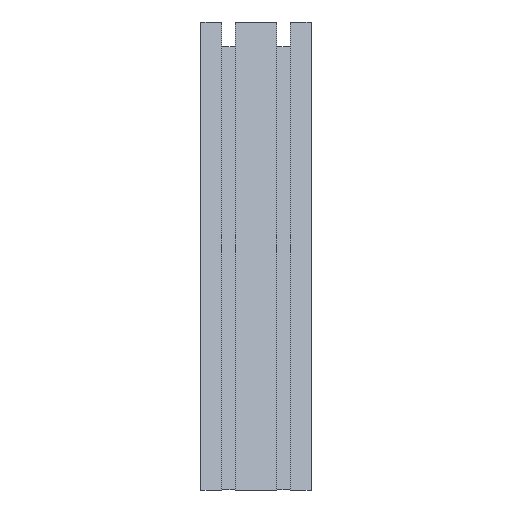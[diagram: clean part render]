
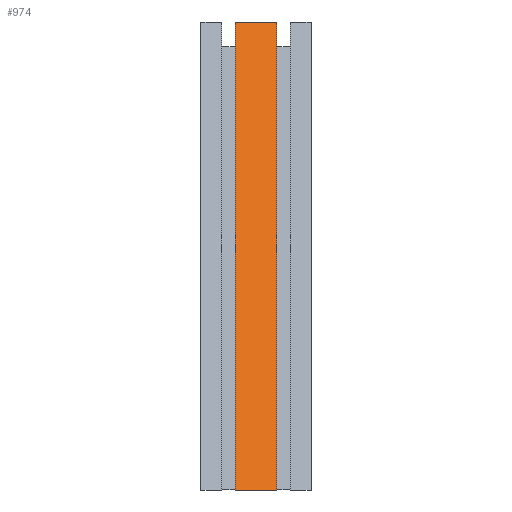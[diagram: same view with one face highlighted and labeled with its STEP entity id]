
A CAD part, front view. The second image highlights one B-rep face of the part: STEP entity #974.
In plain terms, the highlighted planar face has unit normal (0, -0.707, 0.707).
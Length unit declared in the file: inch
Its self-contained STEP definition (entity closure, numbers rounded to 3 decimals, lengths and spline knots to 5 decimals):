
#206=CARTESIAN_POINT('',(-0.375,0.,8.48521));
#207=VERTEX_POINT('',#206);
#214=CARTESIAN_POINT('',(0.375,0.,8.48521));
#215=VERTEX_POINT('',#214);
#216=CARTESIAN_POINT('',(-0.375,0.,8.48521));
#217=DIRECTION('',(1.0,0.0,0.0));
#218=VECTOR('',#217,0.75);
#219=LINE('',#216,#218);
#220=EDGE_CURVE('',#207,#215,#219,.T.);
#539=CARTESIAN_POINT('',(0.375,-8.48528,-0.00007));
#540=VERTEX_POINT('',#539);
#541=CARTESIAN_POINT('',(0.375,0.,8.48521));
#542=DIRECTION('',(0.0,-0.707,-0.707));
#543=VECTOR('',#542,12.0);
#544=LINE('',#541,#543);
#545=EDGE_CURVE('',#215,#540,#544,.T.);
#571=CARTESIAN_POINT('',(-0.375,-8.48528,-0.00007));
#572=VERTEX_POINT('',#571);
#579=CARTESIAN_POINT('',(-0.375,0.,8.48521));
#580=DIRECTION('',(0.0,-0.707,-0.707));
#581=VECTOR('',#580,12.0);
#582=LINE('',#579,#581);
#583=EDGE_CURVE('',#207,#572,#582,.T.);
#649=CARTESIAN_POINT('',(-0.375,-8.48528,-0.00007));
#650=DIRECTION('',(1.0,0.0,0.0));
#651=VECTOR('',#650,0.75);
#652=LINE('',#649,#651);
#653=EDGE_CURVE('',#572,#540,#652,.T.);
#963=CARTESIAN_POINT('',(0.,0.,8.48521));
#964=DIRECTION('',(0.,-0.707,0.707));
#965=DIRECTION('',(0.0,-0.707,-0.707));
#966=AXIS2_PLACEMENT_3D('',#963,#964,#965);
#967=PLANE('',#966);
#968=ORIENTED_EDGE('',*,*,#653,.T.);
#969=ORIENTED_EDGE('',*,*,#545,.F.);
#970=ORIENTED_EDGE('',*,*,#220,.F.);
#971=ORIENTED_EDGE('',*,*,#583,.T.);
#972=EDGE_LOOP('',(#968,#969,#970,#971));
#973=FACE_OUTER_BOUND('',#972,.T.);
#974=ADVANCED_FACE('',(#973),#967,.T.);
